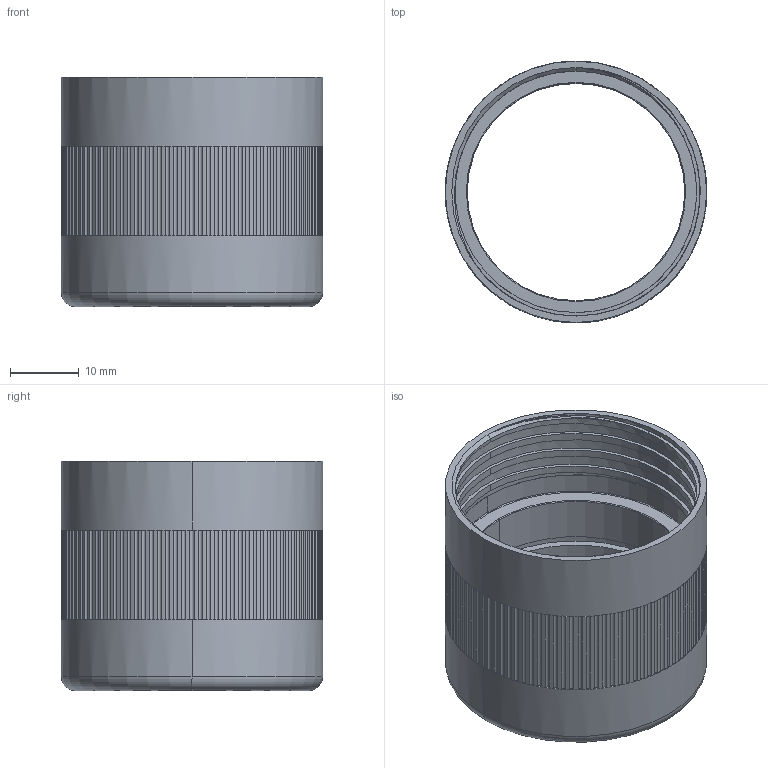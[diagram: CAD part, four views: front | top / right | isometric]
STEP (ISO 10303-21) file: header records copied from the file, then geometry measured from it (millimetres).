
FILE_DESCRIPTION (( 'STEP AP214' ), '1' );
FILE_NAME ('300-00-061.STEP', '2020-11-11T14:49:23', ( '' ), ( '' ), 'SwSTEP 2.0', 'SolidWorks 2020', '' );
FILE_SCHEMA (( 'AUTOMOTIVE_DESIGN' ));
Length unit declared in the file: inch
Products named in the file (1): 300-00-061
Bounding box: 38.15 x 38.15 x 33.4 mm (x, y, z)
Volume: 8058.3 mm3; surface area: 9236.9 mm2
Topology: 1 solids, 1 shells, 684 faces, 1621 edges, 944 vertices
Faces by surface type: plane 407, cylinder 264, torus 6, cone 4, bspline 3
Entity records: 21108 total; most frequent: CARTESIAN_POINT 4304, DIRECTION 4287, ORIENTED_EDGE 3242, AXIS2_PLACEMENT_3D 2010, EDGE_CURVE 1621, CIRCLE 1328, VERTEX_POINT 944, EDGE_LOOP 691
